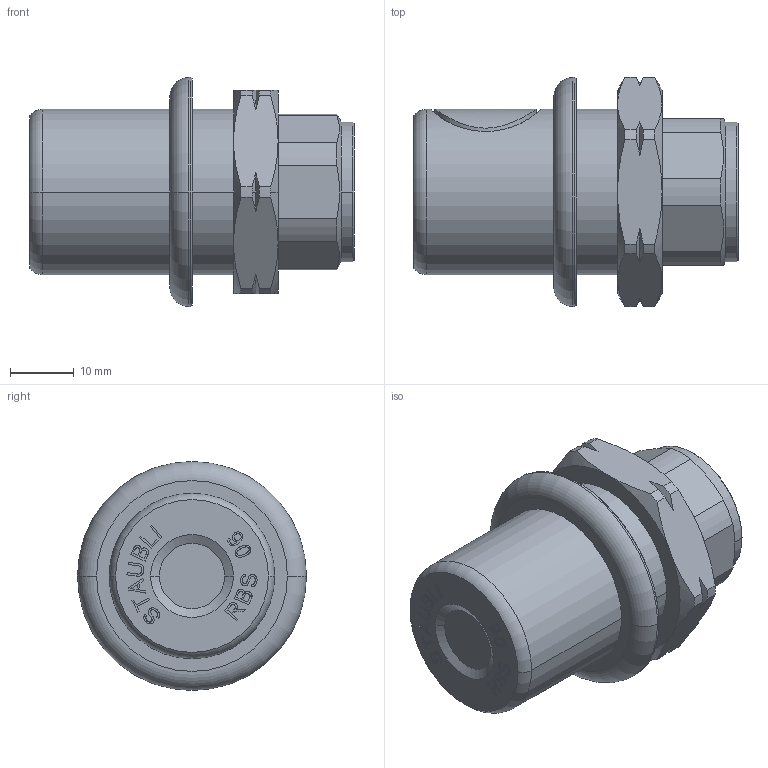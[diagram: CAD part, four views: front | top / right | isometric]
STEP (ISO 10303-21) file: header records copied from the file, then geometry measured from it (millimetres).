
FILE_DESCRIPTION (( 'STEP AP214' ), '1' );
FILE_NAME ('RBS06.2201_IC.STEP', '2020-04-16T06:18:40', ( '' ), ( '' ), 'SwSTEP 2.0', 'SolidWorks 2020', '' );
FILE_SCHEMA (( 'AUTOMOTIVE_DESIGN' ));
Length unit declared in the file: millimetre
Products named in the file (1): RBS06.2201_IC
Bounding box: 50.95 x 36 x 36 mm (x, y, z)
Volume: 28241.6 mm3; surface area: 8745.4 mm2
Topology: 3 solids, 3 shells, 1057 faces, 3049 edges, 2024 vertices
Faces by surface type: plane 914, cylinder 97, cone 42, torus 4
Entity records: 47018 total; most frequent: CARTESIAN_POINT 7443, ORIENTED_EDGE 6098, DIRECTION 5339, EDGE_CURVE 3049, LINE 2751, VECTOR 2751, VERTEX_POINT 2024, AXIS2_PLACEMENT_3D 1294
